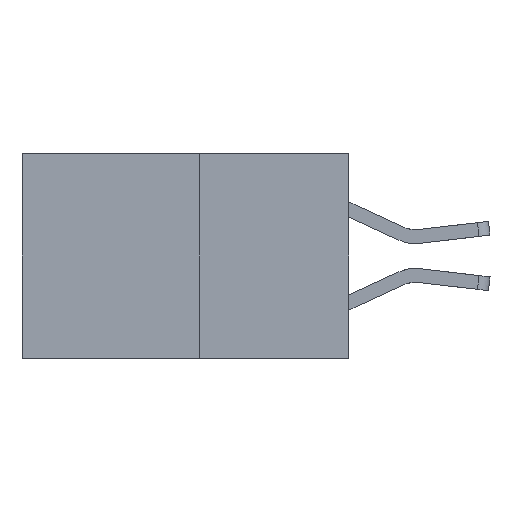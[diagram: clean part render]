
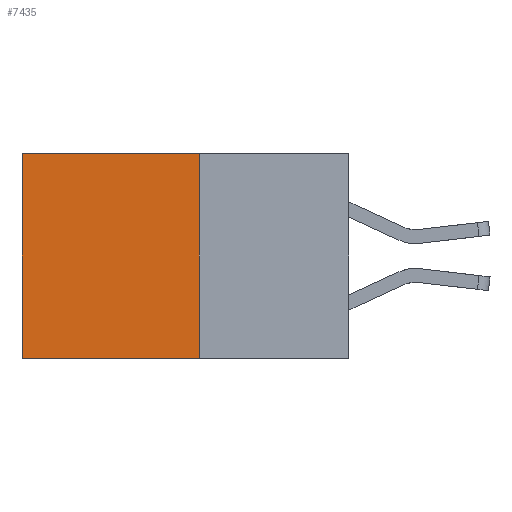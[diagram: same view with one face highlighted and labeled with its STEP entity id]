
A CAD part, left-side view. The second image highlights one B-rep face of the part: STEP entity #7435.
In plain terms, the highlighted planar face has unit normal (-1, 0, 0).
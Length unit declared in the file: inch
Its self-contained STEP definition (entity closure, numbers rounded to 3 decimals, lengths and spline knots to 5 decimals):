
#9 = DIRECTION ( 'NONE',  ( 0., 1., 0. ) ) ;
#117 = DIRECTION ( 'NONE',  ( 0., 0., -1. ) ) ;
#219 = CARTESIAN_POINT ( 'NONE',  ( 0.277, 0.27, -0.37 ) ) ;
#476 = ORIENTED_EDGE ( 'NONE', *, *, #7653, .F. ) ;
#789 = VECTOR ( 'NONE', #9, 39.37008 ) ;
#905 = ORIENTED_EDGE ( 'NONE', *, *, #3398, .T. ) ;
#990 = LINE ( 'NONE', #3778, #789 ) ;
#993 = CARTESIAN_POINT ( 'NONE',  ( 0.277, 0.59, 0. ) ) ;
#1479 = EDGE_LOOP ( 'NONE', ( #5550, #2622, #476, #905 ) ) ;
#1796 = LINE ( 'NONE', #5825, #1985 ) ;
#1803 = VECTOR ( 'NONE', #117, 39.37008 ) ;
#1985 = VECTOR ( 'NONE', #5806, 39.37008 ) ;
#2104 = PLANE ( 'NONE',  #3560 ) ;
#2473 = CARTESIAN_POINT ( 'NONE',  ( 0.277, 0.27, -0.37 ) ) ;
#2622 = ORIENTED_EDGE ( 'NONE', *, *, #7778, .F. ) ;
#2715 = DIRECTION ( 'NONE',  ( 0., 0., -1. ) ) ;
#2990 = EDGE_CURVE ( 'NONE', #3368, #7247, #6821, .T. ) ;
#3368 = VERTEX_POINT ( 'NONE', #993 ) ;
#3398 = EDGE_CURVE ( 'NONE', #4371, #3368, #1796, .T. ) ;
#3560 = AXIS2_PLACEMENT_3D ( 'NONE', #219, #6496, #2715 ) ;
#3778 = CARTESIAN_POINT ( 'NONE',  ( 0.277, 0.27, -0.37 ) ) ;
#4310 = VERTEX_POINT ( 'NONE', #2473 ) ;
#4344 = CARTESIAN_POINT ( 'NONE',  ( 0.277, 0.59, -0.37 ) ) ;
#4371 = VERTEX_POINT ( 'NONE', #5333 ) ;
#4896 = VECTOR ( 'NONE', #6824, 39.37008 ) ;
#4907 = CARTESIAN_POINT ( 'NONE',  ( 0.277, 0.27, -0.37 ) ) ;
#5089 = LINE ( 'NONE', #4907, #4896 ) ;
#5333 = CARTESIAN_POINT ( 'NONE',  ( 0.277, 0.27, 0. ) ) ;
#5550 = ORIENTED_EDGE ( 'NONE', *, *, #2990, .T. ) ;
#5678 = CARTESIAN_POINT ( 'NONE',  ( 0.277, 0.59, -0.37 ) ) ;
#5806 = DIRECTION ( 'NONE',  ( 0., 1., 0. ) ) ;
#5825 = CARTESIAN_POINT ( 'NONE',  ( 0.277, 0.27, 0. ) ) ;
#6496 = DIRECTION ( 'NONE',  ( 1., 0., 0. ) ) ;
#6580 = FACE_OUTER_BOUND ( 'NONE', #1479, .T. ) ;
#6821 = LINE ( 'NONE', #4344, #1803 ) ;
#6824 = DIRECTION ( 'NONE',  ( 0., 0., -1. ) ) ;
#7247 = VERTEX_POINT ( 'NONE', #5678 ) ;
#7435 = ADVANCED_FACE ( 'NONE', ( #6580 ), #2104, .F. ) ;
#7653 = EDGE_CURVE ( 'NONE', #4371, #4310, #5089, .T. ) ;
#7778 = EDGE_CURVE ( 'NONE', #4310, #7247, #990, .T. ) ;
